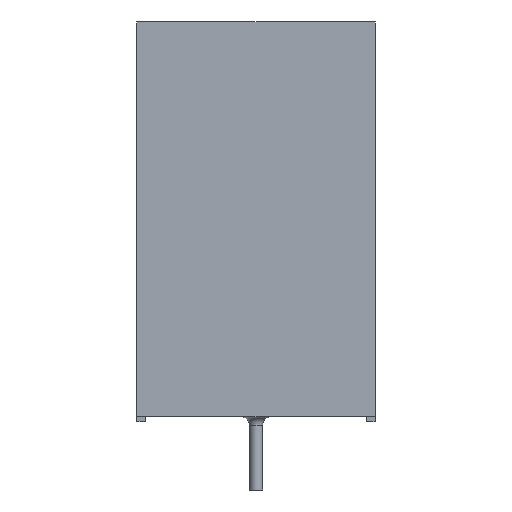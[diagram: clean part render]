
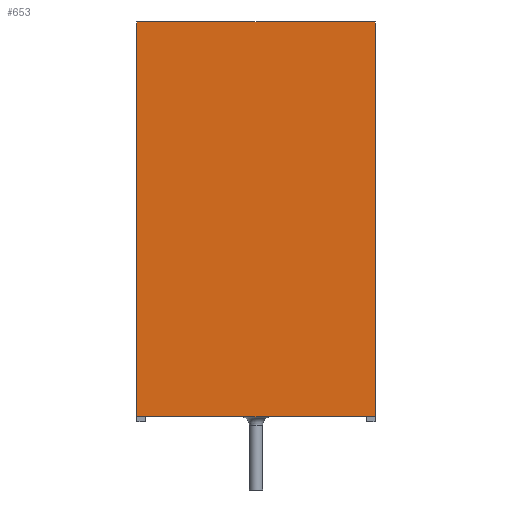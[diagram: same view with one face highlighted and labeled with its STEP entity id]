
A CAD part, left-side view. The second image highlights one B-rep face of the part: STEP entity #653.
In plain terms, the highlighted planar face has unit normal (-1, 0, 0).
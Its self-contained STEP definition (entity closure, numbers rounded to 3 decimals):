
#653 = ADVANCED_FACE( '', ( #1368 ), #1369, .F. );
#1368 = FACE_OUTER_BOUND( '', #2145, .T. );
#1369 = PLANE( '', #2146 );
#2145 = EDGE_LOOP( '', ( #4677, #4678, #4679, #4680 ) );
#2146 = AXIS2_PLACEMENT_3D( '', #4681, #4682, #4683 );
#4677 = ORIENTED_EDGE( '', *, *, #5459, .T. );
#4678 = ORIENTED_EDGE( '', *, *, #5241, .F. );
#4679 = ORIENTED_EDGE( '', *, *, #5607, .F. );
#4680 = ORIENTED_EDGE( '', *, *, #5552, .T. );
#4681 = CARTESIAN_POINT( '', ( -15.5, -7., 11.6 ) );
#4682 = DIRECTION( '', ( 1., 0., 0. ) );
#4683 = DIRECTION( '', ( 0., 0., -1. ) );
#5241 = EDGE_CURVE( '', #6238, #6240, #6241, .T. );
#5459 = EDGE_CURVE( '', #6565, #6240, #6566, .T. );
#5552 = EDGE_CURVE( '', #6693, #6565, #6694, .T. );
#5607 = EDGE_CURVE( '', #6693, #6238, #6764, .T. );
#6238 = VERTEX_POINT( '', #8286 );
#6240 = VERTEX_POINT( '', #8289 );
#6241 = LINE( '', #8290, #8291 );
#6565 = VERTEX_POINT( '', #9238 );
#6566 = LINE( '', #9239, #9240 );
#6693 = VERTEX_POINT( '', #9631 );
#6694 = LINE( '', #9632, #9633 );
#6764 = LINE( '', #9896, #9897 );
#8286 = CARTESIAN_POINT( '', ( -15.5, -7., -11.6 ) );
#8289 = CARTESIAN_POINT( '', ( -15.5, 7., -11.6 ) );
#8290 = CARTESIAN_POINT( '', ( -15.5, -7., -11.6 ) );
#8291 = VECTOR( '', #10285, 1000. );
#9238 = CARTESIAN_POINT( '', ( -15.5, 7., 11.6 ) );
#9239 = CARTESIAN_POINT( '', ( -15.5, 7., 11.6 ) );
#9240 = VECTOR( '', #10382, 1000. );
#9631 = CARTESIAN_POINT( '', ( -15.5, -7., 11.6 ) );
#9632 = CARTESIAN_POINT( '', ( -15.5, -7., 11.6 ) );
#9633 = VECTOR( '', #10437, 1000. );
#9896 = CARTESIAN_POINT( '', ( -15.5, -7., 11.6 ) );
#9897 = VECTOR( '', #10471, 1000. );
#10285 = DIRECTION( '', ( 0., 1., 0. ) );
#10382 = DIRECTION( '', ( 0., 0., -1. ) );
#10437 = DIRECTION( '', ( 0., 1., 0. ) );
#10471 = DIRECTION( '', ( 0., 0., -1. ) );
